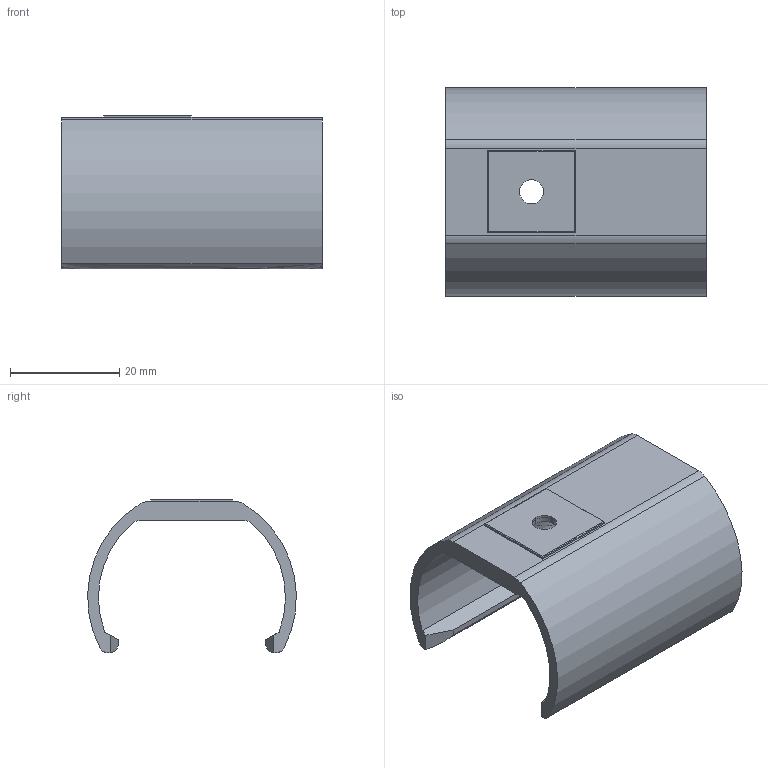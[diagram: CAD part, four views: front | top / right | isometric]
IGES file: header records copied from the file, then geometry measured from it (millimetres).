
Start section: Elysium IGES Interface
Global section: file name: 104HAdapterklammer_C4C_bearbeitet.igs; native system: Creo Elements/Direct Modeling 18.1B  29-Sep-2012; preprocessor: Creo Element/Direct IGES_3D V2.2; author: Unknown; organization: Unknown; date: 20170519.123742; units: millimetre
Bounding box: 47.7 x 38.17 x 28.15 mm (x, y, z)
Volume: 9093.9 mm3; surface area: 8096.6 mm2
Topology: 1 solids, 1 shells, 39 faces, 100 edges, 64 vertices
Faces by surface type: bspline 39
